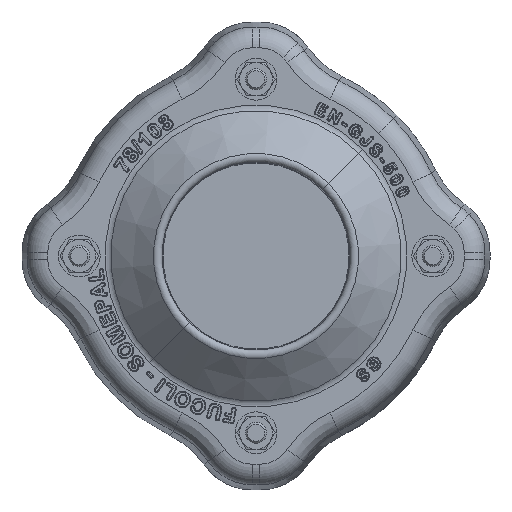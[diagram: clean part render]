
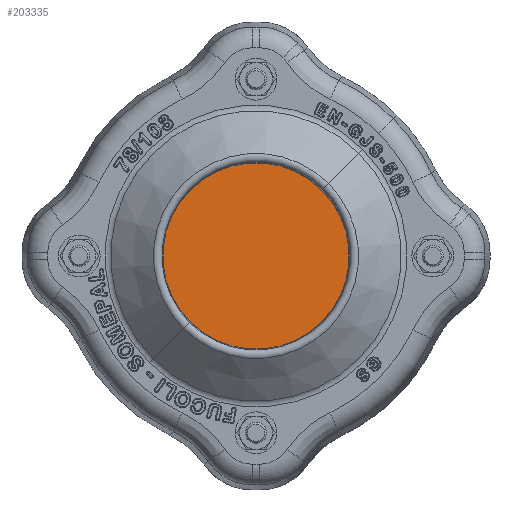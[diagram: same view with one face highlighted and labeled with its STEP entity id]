
A CAD part, left-side view. The second image highlights one B-rep face of the part: STEP entity #203335.
In plain terms, the highlighted planar face has unit normal (-1, 0, 0).
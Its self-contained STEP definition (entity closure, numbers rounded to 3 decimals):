
#41 = DIRECTION ( 'NONE',  ( 0., -1., 0. ) ) ;
#4339 = DIRECTION ( 'NONE',  ( -1., 0., 0. ) ) ;
#14206 = VERTEX_POINT ( 'NONE', #121671 ) ;
#36681 = AXIS2_PLACEMENT_3D ( 'NONE', #205048, #4339, #41 ) ;
#41742 = FACE_OUTER_BOUND ( 'NONE', #175180, .T. ) ;
#55763 = CIRCLE ( 'NONE', #267765, 53.5 ) ;
#60688 = VERTEX_POINT ( 'NONE', #266395 ) ;
#71158 = EDGE_CURVE ( 'NONE', #14206, #60688, #186367, .T. ) ;
#95052 = ORIENTED_EDGE ( 'NONE', *, *, #71158, .F. ) ;
#121671 = CARTESIAN_POINT ( 'NONE',  ( -136.796, 37.83, -37.83 ) ) ;
#123499 = DIRECTION ( 'NONE',  ( 1., 0., 0. ) ) ;
#175180 = EDGE_LOOP ( 'NONE', ( #211217, #95052 ) ) ;
#186367 = CIRCLE ( 'NONE', #285113, 53.5 ) ;
#194809 = DIRECTION ( 'NONE',  ( 0., 1., 0. ) ) ;
#203335 = ADVANCED_FACE ( 'NONE', ( #41742 ), #250243, .T. ) ;
#205048 = CARTESIAN_POINT ( 'NONE',  ( -136.796, 0., 0. ) ) ;
#211217 = ORIENTED_EDGE ( 'NONE', *, *, #320098, .F. ) ;
#217383 = DIRECTION ( 'NONE',  ( 1., 0., 0. ) ) ;
#242659 = DIRECTION ( 'NONE',  ( 0., 1., 0. ) ) ;
#250243 = PLANE ( 'NONE',  #36681 ) ;
#266395 = CARTESIAN_POINT ( 'NONE',  ( -136.796, -37.83, 37.83 ) ) ;
#267765 = AXIS2_PLACEMENT_3D ( 'NONE', #267880, #217383, #242659 ) ;
#267880 = CARTESIAN_POINT ( 'NONE',  ( -136.796, 0., 0. ) ) ;
#285113 = AXIS2_PLACEMENT_3D ( 'NONE', #323294, #123499, #194809 ) ;
#320098 = EDGE_CURVE ( 'NONE', #60688, #14206, #55763, .T. ) ;
#323294 = CARTESIAN_POINT ( 'NONE',  ( -136.796, 0., 0. ) ) ;
